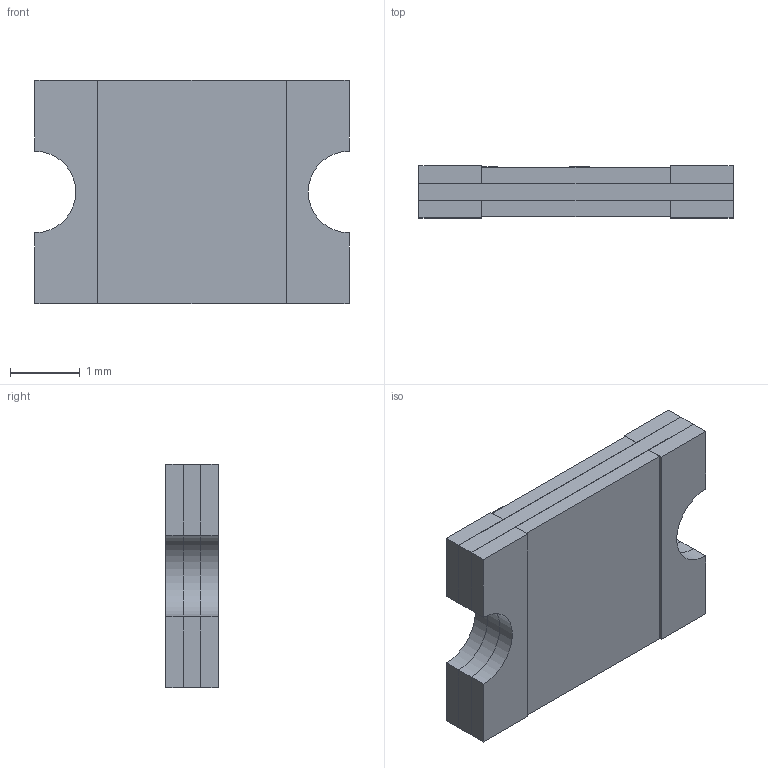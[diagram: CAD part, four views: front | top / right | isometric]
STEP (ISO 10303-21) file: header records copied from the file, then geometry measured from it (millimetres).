
FILE_DESCRIPTION (( 'STEP AP214' ), '1' );
FILE_NAME ('User Library-0ZCG-0.70mm.STEP', '2020-06-16T13:38:08', ( '' ), ( '' ), 'SwSTEP 2.0', 'SolidWorks 2019', '' );
FILE_SCHEMA (( 'AUTOMOTIVE_DESIGN' ));
Length unit declared in the file: millimetre
Products named in the file (1): User Library-0ZCG-0.70mm
Bounding box: 4.5 x 0.75 x 3.2 mm (x, y, z)
Volume: 9.6 mm3; surface area: 100 mm2
Topology: 8 solids, 8 shells, 222 faces, 570 edges, 380 vertices
Faces by surface type: plane 127, bspline 86, cylinder 9
Entity records: 13584 total; most frequent: CARTESIAN_POINT 6307, ORIENTED_EDGE 1140, DIRECTION 690, EDGE_CURVE 570, VECTOR 380, LINE 380, VERTEX_POINT 380, EDGE_LOOP 238
